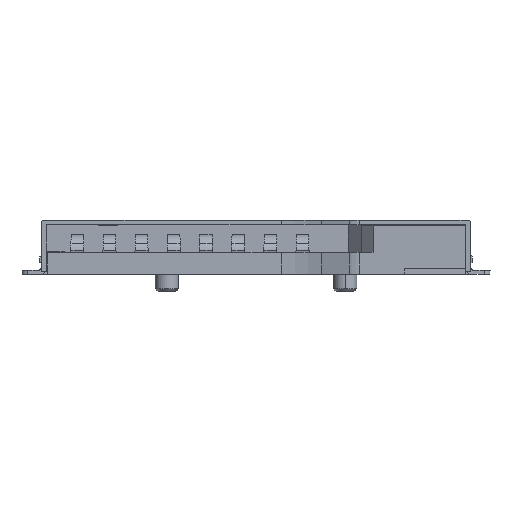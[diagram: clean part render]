
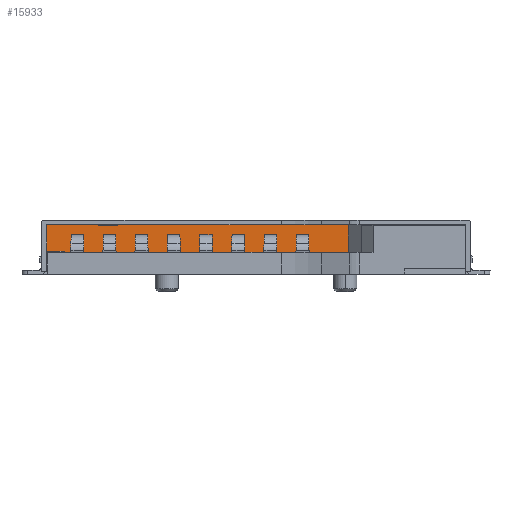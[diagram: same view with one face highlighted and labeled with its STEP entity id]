
A CAD part, front view. The second image highlights one B-rep face of the part: STEP entity #15933.
In plain terms, the highlighted planar face has unit normal (0, -1, 0).
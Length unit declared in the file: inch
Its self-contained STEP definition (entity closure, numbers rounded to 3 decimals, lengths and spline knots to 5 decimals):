
#221 = ORIENTED_EDGE ( 'NONE', *, *, #16951, .F. ) ;
#321 = VERTEX_POINT ( 'NONE', #16765 ) ;
#417 = ORIENTED_EDGE ( 'NONE', *, *, #15999, .F. ) ;
#1176 = VECTOR ( 'NONE', #4222, 39.37008 ) ;
#1355 = VECTOR ( 'NONE', #6485, 39.37008 ) ;
#1443 = DIRECTION ( 'NONE',  ( 0., 0., 1. ) ) ;
#1506 = LINE ( 'NONE', #5483, #13595 ) ;
#1538 = VERTEX_POINT ( 'NONE', #17041 ) ;
#1641 = VECTOR ( 'NONE', #3023, 39.37008 ) ;
#1702 = LINE ( 'NONE', #12495, #16076 ) ;
#1826 = DIRECTION ( 'NONE',  ( 0., 0., -1. ) ) ;
#2258 = DIRECTION ( 'NONE',  ( 1., 0., 0. ) ) ;
#2521 = ORIENTED_EDGE ( 'NONE', *, *, #18825, .F. ) ;
#3023 = DIRECTION ( 'NONE',  ( 1., 0., 0. ) ) ;
#3090 = CARTESIAN_POINT ( 'NONE',  ( -0.32457, 0.20315, 0.03346 ) ) ;
#3332 = ORIENTED_EDGE ( 'NONE', *, *, #5605, .T. ) ;
#3675 = FACE_OUTER_BOUND ( 'NONE', #18690, .T. ) ;
#3764 = DIRECTION ( 'NONE',  ( 1., 0., 0. ) ) ;
#3813 = EDGE_CURVE ( 'NONE', #11294, #15541, #9373, .T. ) ;
#3828 = ORIENTED_EDGE ( 'NONE', *, *, #11246, .F. ) ;
#4005 = ORIENTED_EDGE ( 'NONE', *, *, #18043, .F. ) ;
#4084 = VECTOR ( 'NONE', #14207, 39.37008 ) ;
#4222 = DIRECTION ( 'NONE',  ( 0., 0., 1. ) ) ;
#4298 = LINE ( 'NONE', #5519, #4084 ) ;
#4476 = CARTESIAN_POINT ( 'NONE',  ( 0.13819, 0.20315, 0.06087 ) ) ;
#4787 = CARTESIAN_POINT ( 'NONE',  ( -0.24449, 0.20315, -0.00394 ) ) ;
#5005 = EDGE_CURVE ( 'NONE', #11294, #8707, #5350, .T. ) ;
#5350 = LINE ( 'NONE', #8114, #14246 ) ;
#5412 = VERTEX_POINT ( 'NONE', #18472 ) ;
#5473 = ORIENTED_EDGE ( 'NONE', *, *, #5005, .F. ) ;
#5483 = CARTESIAN_POINT ( 'NONE',  ( -0.26811, 0.20315, 0.06087 ) ) ;
#5519 = CARTESIAN_POINT ( 'NONE',  ( -0.21846, 0.20315, -0.00197 ) ) ;
#5605 = EDGE_CURVE ( 'NONE', #6178, #1538, #17721, .T. ) ;
#5902 = VECTOR ( 'NONE', #2258, 39.37008 ) ;
#6052 = DIRECTION ( 'NONE',  ( 1., 0., 0. ) ) ;
#6057 = VERTEX_POINT ( 'NONE', #10485 ) ;
#6173 = LINE ( 'NONE', #3090, #1641 ) ;
#6178 = VERTEX_POINT ( 'NONE', #16932 ) ;
#6253 = EDGE_CURVE ( 'NONE', #15266, #10396, #13391, .T. ) ;
#6485 = DIRECTION ( 'NONE',  ( 1., 0., 0. ) ) ;
#6683 = DIRECTION ( 'NONE',  ( 0., 0., -1. ) ) ;
#6801 = DIRECTION ( 'NONE',  ( 0., 0., -1. ) ) ;
#6808 = ORIENTED_EDGE ( 'NONE', *, *, #14528, .F. ) ;
#6834 = EDGE_CURVE ( 'NONE', #5412, #6178, #1506, .T. ) ;
#7457 = CARTESIAN_POINT ( 'NONE',  ( 0.00011, 0.20315, 0.03346 ) ) ;
#7463 = DIRECTION ( 'NONE',  ( 0., 0., -1. ) ) ;
#8114 = CARTESIAN_POINT ( 'NONE',  ( -0.32457, 0.20315, 0.03346 ) ) ;
#8300 = DIRECTION ( 'NONE',  ( 0., 0., -1. ) ) ;
#8707 = VERTEX_POINT ( 'NONE', #12924 ) ;
#9373 = LINE ( 'NONE', #11007, #17610 ) ;
#9523 = LINE ( 'NONE', #4476, #16842 ) ;
#9945 = VECTOR ( 'NONE', #1443, 39.37008 ) ;
#9983 = EDGE_CURVE ( 'NONE', #18243, #6057, #9997, .T. ) ;
#9997 = LINE ( 'NONE', #12091, #1355 ) ;
#10271 = LINE ( 'NONE', #15908, #1176 ) ;
#10333 = DIRECTION ( 'NONE',  ( 0., -1., 0. ) ) ;
#10335 = CARTESIAN_POINT ( 'NONE',  ( 0.13819, 0.20315, 0.03346 ) ) ;
#10396 = VERTEX_POINT ( 'NONE', #12985 ) ;
#10485 = CARTESIAN_POINT ( 'NONE',  ( 0.13819, 0.20315, -0.00394 ) ) ;
#10940 = CARTESIAN_POINT ( 'NONE',  ( -0.32457, 0.20315, 0.03346 ) ) ;
#11007 = CARTESIAN_POINT ( 'NONE',  ( -0.17205, 0.20315, 0.06087 ) ) ;
#11246 = EDGE_CURVE ( 'NONE', #321, #1538, #4298, .T. ) ;
#11294 = VERTEX_POINT ( 'NONE', #14335 ) ;
#11545 = EDGE_CURVE ( 'NONE', #14271, #6057, #9523, .T. ) ;
#11613 = CARTESIAN_POINT ( 'NONE',  ( -0.19803, 0.20315, 0.06087 ) ) ;
#11669 = ORIENTED_EDGE ( 'NONE', *, *, #3813, .T. ) ;
#12003 = CARTESIAN_POINT ( 'NONE',  ( -0.17205, 0.20315, 0.03189 ) ) ;
#12091 = CARTESIAN_POINT ( 'NONE',  ( -0.30879, 0.20315, -0.00394 ) ) ;
#12495 = CARTESIAN_POINT ( 'NONE',  ( -0.2243, 0.20315, 0.03189 ) ) ;
#12861 = CARTESIAN_POINT ( 'NONE',  ( -0.19803, 0.20315, 0.03189 ) ) ;
#12924 = CARTESIAN_POINT ( 'NONE',  ( 0.02638, 0.20315, 0.03346 ) ) ;
#12985 = CARTESIAN_POINT ( 'NONE',  ( -0.19803, 0.20315, 0.03346 ) ) ;
#13233 = VERTEX_POINT ( 'NONE', #15077 ) ;
#13345 = CARTESIAN_POINT ( 'NONE',  ( -0.30879, 0.20315, 0.06087 ) ) ;
#13347 = ORIENTED_EDGE ( 'NONE', *, *, #6253, .T. ) ;
#13391 = LINE ( 'NONE', #11613, #9945 ) ;
#13595 = VECTOR ( 'NONE', #8300, 39.37008 ) ;
#14207 = DIRECTION ( 'NONE',  ( -1., 0., 0. ) ) ;
#14246 = VECTOR ( 'NONE', #18326, 39.37008 ) ;
#14271 = VERTEX_POINT ( 'NONE', #10335 ) ;
#14335 = CARTESIAN_POINT ( 'NONE',  ( -0.17205, 0.20315, 0.03346 ) ) ;
#14528 = EDGE_CURVE ( 'NONE', #15266, #15541, #1702, .T. ) ;
#15077 = CARTESIAN_POINT ( 'NONE',  ( 0.05236, 0.20315, 0.03346 ) ) ;
#15207 = VECTOR ( 'NONE', #6801, 39.37008 ) ;
#15266 = VERTEX_POINT ( 'NONE', #12861 ) ;
#15541 = VERTEX_POINT ( 'NONE', #12003 ) ;
#15908 = CARTESIAN_POINT ( 'NONE',  ( -0.24449, 0.20315, 0.0219 ) ) ;
#15933 = ADVANCED_FACE ( 'NONE', ( #3675 ), #17544, .T. ) ;
#15999 = EDGE_CURVE ( 'NONE', #13233, #14271, #6173, .T. ) ;
#16076 = VECTOR ( 'NONE', #3764, 39.37008 ) ;
#16642 = AXIS2_PLACEMENT_3D ( 'NONE', #13345, #10333, #7463 ) ;
#16765 = CARTESIAN_POINT ( 'NONE',  ( -0.24449, 0.20315, -0.00197 ) ) ;
#16842 = VECTOR ( 'NONE', #1826, 39.37008 ) ;
#16890 = CARTESIAN_POINT ( 'NONE',  ( -0.26811, 0.20315, 0.06087 ) ) ;
#16932 = CARTESIAN_POINT ( 'NONE',  ( -0.26811, 0.20315, 0.00512 ) ) ;
#16951 = EDGE_CURVE ( 'NONE', #8707, #13233, #18218, .T. ) ;
#17041 = CARTESIAN_POINT ( 'NONE',  ( -0.26811, 0.20315, -0.00197 ) ) ;
#17471 = ORIENTED_EDGE ( 'NONE', *, *, #9983, .T. ) ;
#17486 = VECTOR ( 'NONE', #6052, 39.37008 ) ;
#17544 = PLANE ( 'NONE',  #16642 ) ;
#17610 = VECTOR ( 'NONE', #6683, 39.37008 ) ;
#17721 = LINE ( 'NONE', #16890, #15207 ) ;
#18043 = EDGE_CURVE ( 'NONE', #18243, #321, #10271, .T. ) ;
#18101 = ORIENTED_EDGE ( 'NONE', *, *, #11545, .F. ) ;
#18218 = LINE ( 'NONE', #7457, #17486 ) ;
#18243 = VERTEX_POINT ( 'NONE', #4787 ) ;
#18326 = DIRECTION ( 'NONE',  ( 1., 0., 0. ) ) ;
#18472 = CARTESIAN_POINT ( 'NONE',  ( -0.26811, 0.20315, 0.03346 ) ) ;
#18473 = LINE ( 'NONE', #10940, #5902 ) ;
#18608 = ORIENTED_EDGE ( 'NONE', *, *, #6834, .T. ) ;
#18690 = EDGE_LOOP ( 'NONE', ( #18608, #3332, #3828, #4005, #17471, #18101, #417, #221, #5473, #11669, #6808, #13347, #2521 ) ) ;
#18825 = EDGE_CURVE ( 'NONE', #5412, #10396, #18473, .T. ) ;
